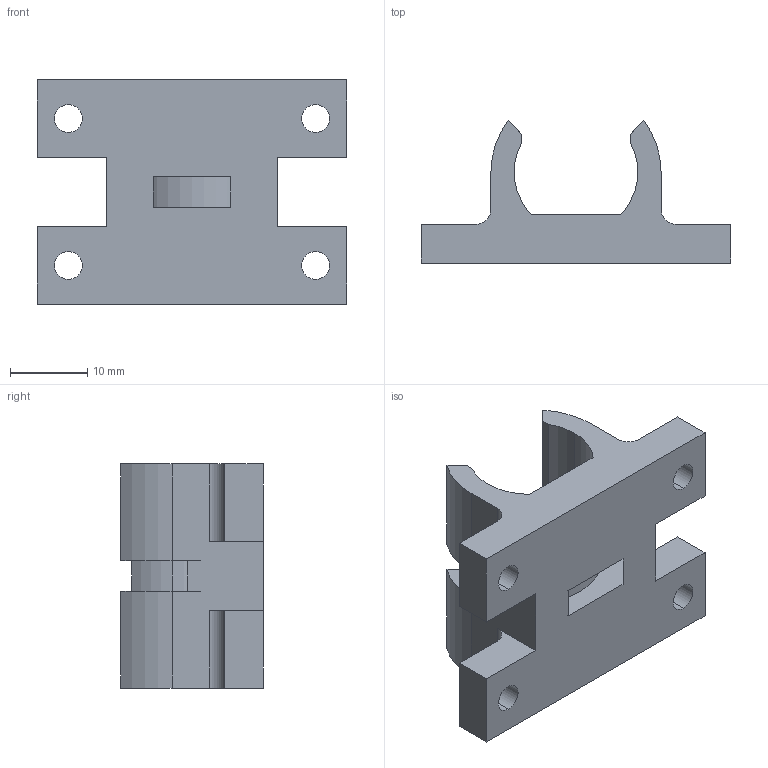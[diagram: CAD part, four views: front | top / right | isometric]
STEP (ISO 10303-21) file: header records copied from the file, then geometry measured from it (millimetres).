
FILE_DESCRIPTION (( 'STEP AP203' ), '1' );
FILE_NAME ('lm8uu-mount.STEP', '2015-09-09T16:39:06', ( '' ), ( '' ), 'SwSTEP 2.0', 'SolidWorks 2015', '' );
FILE_SCHEMA (( 'CONFIG_CONTROL_DESIGN' ));
Length unit declared in the file: millimetre
Products named in the file (1): lm8uu-mount
Bounding box: 40 x 18.44 x 29 mm (x, y, z)
Volume: 6852.2 mm3; surface area: 4936.5 mm2
Topology: 1 solids, 1 shells, 51 faces, 156 edges, 104 vertices
Faces by surface type: plane 27, cylinder 24
Entity records: 1863 total; most frequent: CARTESIAN_POINT 312, ORIENTED_EDGE 312, DIRECTION 312, EDGE_CURVE 156, VERTEX_POINT 104, AXIS2_PLACEMENT_3D 104, VECTOR 104, LINE 104
